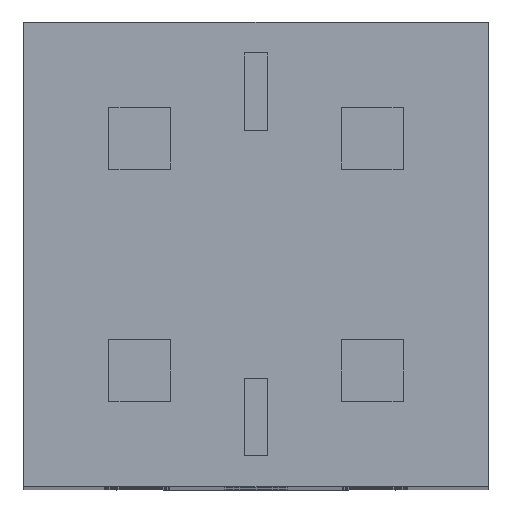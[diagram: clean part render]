
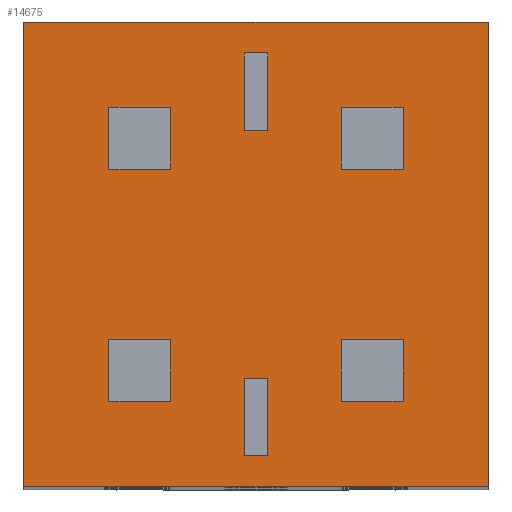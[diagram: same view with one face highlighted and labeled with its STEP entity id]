
A CAD part, top view. The second image highlights one B-rep face of the part: STEP entity #14675.
In plain terms, the highlighted planar face has unit normal (0, 0, 1).
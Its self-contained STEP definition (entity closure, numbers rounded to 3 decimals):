
#13=FACE_BOUND('',#1582,.T.);
#14=FACE_BOUND('',#1583,.T.);
#15=FACE_BOUND('',#1584,.T.);
#16=FACE_BOUND('',#1585,.T.);
#215=PLANE('',#15477);
#825=FACE_OUTER_BOUND('',#1581,.T.);
#1581=EDGE_LOOP('',(#10307,#10308,#10309,#10310));
#1582=EDGE_LOOP('',(#10311,#10312,#10313,#10314));
#1583=EDGE_LOOP('',(#10315,#10316,#10317,#10318));
#1584=EDGE_LOOP('',(#10319,#10320,#10321,#10322));
#1585=EDGE_LOOP('',(#10323,#10324,#10325,#10326));
#2468=LINE('',#20572,#4336);
#2475=LINE('',#20617,#4343);
#2481=LINE('',#20642,#4349);
#2485=LINE('',#20651,#4353);
#2491=LINE('',#20690,#4359);
#2495=LINE('',#20699,#4363);
#2498=LINE('',#20720,#4366);
#2505=LINE('',#20765,#4373);
#2520=LINE('',#20792,#4388);
#2523=LINE('',#20799,#4391);
#2527=LINE('',#20807,#4395);
#2532=LINE('',#20815,#4400);
#2534=LINE('',#20820,#4402);
#2535=LINE('',#20822,#4403);
#2536=LINE('',#20824,#4404);
#2537=LINE('',#20825,#4405);
#2538=LINE('',#20826,#4406);
#2539=LINE('',#20827,#4407);
#2540=LINE('',#20828,#4408);
#2541=LINE('',#20829,#4409);
#4336=VECTOR('',#16571,10.);
#4343=VECTOR('',#16592,10.);
#4349=VECTOR('',#16604,10.);
#4353=VECTOR('',#16610,10.);
#4359=VECTOR('',#16626,10.);
#4363=VECTOR('',#16632,10.);
#4366=VECTOR('',#16641,10.);
#4373=VECTOR('',#16662,10.);
#4388=VECTOR('',#16689,10.);
#4391=VECTOR('',#16698,10.);
#4395=VECTOR('',#16706,10.);
#4400=VECTOR('',#16715,10.);
#4402=VECTOR('',#16719,10.);
#4403=VECTOR('',#16720,10.);
#4404=VECTOR('',#16721,10.);
#4405=VECTOR('',#16722,10.);
#4406=VECTOR('',#16723,10.);
#4407=VECTOR('',#16724,10.);
#4408=VECTOR('',#16725,10.);
#4409=VECTOR('',#16726,10.);
#6499=VERTEX_POINT('',#20568);
#6501=VERTEX_POINT('',#20571);
#6511=VERTEX_POINT('',#20614);
#6512=VERTEX_POINT('',#20616);
#6517=VERTEX_POINT('',#20638);
#6518=VERTEX_POINT('',#20640);
#6520=VERTEX_POINT('',#20645);
#6522=VERTEX_POINT('',#20649);
#6529=VERTEX_POINT('',#20686);
#6530=VERTEX_POINT('',#20688);
#6532=VERTEX_POINT('',#20693);
#6534=VERTEX_POINT('',#20697);
#6537=VERTEX_POINT('',#20716);
#6539=VERTEX_POINT('',#20719);
#6549=VERTEX_POINT('',#20762);
#6550=VERTEX_POINT('',#20764);
#6561=VERTEX_POINT('',#20818);
#6562=VERTEX_POINT('',#20819);
#6563=VERTEX_POINT('',#20821);
#6564=VERTEX_POINT('',#20823);
#7964=EDGE_CURVE('',#6499,#6501,#2468,.T.);
#7977=EDGE_CURVE('',#6511,#6512,#2475,.T.);
#7985=EDGE_CURVE('',#6517,#6518,#2481,.T.);
#7989=EDGE_CURVE('',#6520,#6522,#2485,.T.);
#7999=EDGE_CURVE('',#6529,#6530,#2491,.T.);
#8003=EDGE_CURVE('',#6532,#6534,#2495,.T.);
#8008=EDGE_CURVE('',#6537,#6539,#2498,.T.);
#8021=EDGE_CURVE('',#6549,#6550,#2505,.T.);
#8036=EDGE_CURVE('',#6534,#6512,#2520,.T.);
#8040=EDGE_CURVE('',#6529,#6499,#2523,.T.);
#8044=EDGE_CURVE('',#6520,#6549,#2527,.T.);
#8049=EDGE_CURVE('',#6517,#6537,#2532,.T.);
#8051=EDGE_CURVE('',#6561,#6562,#2534,.T.);
#8052=EDGE_CURVE('',#6562,#6563,#2535,.T.);
#8053=EDGE_CURVE('',#6563,#6564,#2536,.T.);
#8054=EDGE_CURVE('',#6564,#6561,#2537,.T.);
#8055=EDGE_CURVE('',#6532,#6511,#2538,.T.);
#8056=EDGE_CURVE('',#6530,#6501,#2539,.T.);
#8057=EDGE_CURVE('',#6522,#6550,#2540,.T.);
#8058=EDGE_CURVE('',#6518,#6539,#2541,.T.);
#10307=ORIENTED_EDGE('',*,*,#8051,.T.);
#10308=ORIENTED_EDGE('',*,*,#8052,.T.);
#10309=ORIENTED_EDGE('',*,*,#8053,.T.);
#10310=ORIENTED_EDGE('',*,*,#8054,.T.);
#10311=ORIENTED_EDGE('',*,*,#8055,.F.);
#10312=ORIENTED_EDGE('',*,*,#8003,.T.);
#10313=ORIENTED_EDGE('',*,*,#8036,.T.);
#10314=ORIENTED_EDGE('',*,*,#7977,.F.);
#10315=ORIENTED_EDGE('',*,*,#8040,.F.);
#10316=ORIENTED_EDGE('',*,*,#7999,.T.);
#10317=ORIENTED_EDGE('',*,*,#8056,.T.);
#10318=ORIENTED_EDGE('',*,*,#7964,.F.);
#10319=ORIENTED_EDGE('',*,*,#7989,.T.);
#10320=ORIENTED_EDGE('',*,*,#8057,.T.);
#10321=ORIENTED_EDGE('',*,*,#8021,.F.);
#10322=ORIENTED_EDGE('',*,*,#8044,.F.);
#10323=ORIENTED_EDGE('',*,*,#7985,.T.);
#10324=ORIENTED_EDGE('',*,*,#8058,.T.);
#10325=ORIENTED_EDGE('',*,*,#8008,.F.);
#10326=ORIENTED_EDGE('',*,*,#8049,.F.);
#14675=ADVANCED_FACE('',(#825,#13,#14,#15,#16),#215,.T.);
#15477=AXIS2_PLACEMENT_3D('',#20817,#16717,#16718);
#16571=DIRECTION('',(0.,1.,0.));
#16592=DIRECTION('',(0.,1.,0.));
#16604=DIRECTION('',(0.,1.,0.));
#16610=DIRECTION('',(0.,1.,0.));
#16626=DIRECTION('',(0.,1.,0.));
#16632=DIRECTION('',(0.,1.,0.));
#16641=DIRECTION('',(0.,1.,0.));
#16662=DIRECTION('',(0.,1.,0.));
#16689=DIRECTION('',(1.,0.,0.));
#16698=DIRECTION('',(1.,0.,0.));
#16706=DIRECTION('',(1.,0.,0.));
#16715=DIRECTION('',(1.,0.,0.));
#16717=DIRECTION('center_axis',(0.,0.,1.));
#16718=DIRECTION('ref_axis',(1.,0.,0.));
#16719=DIRECTION('',(0.,-1.,0.));
#16720=DIRECTION('',(1.,0.,0.));
#16721=DIRECTION('',(0.,1.,0.));
#16722=DIRECTION('',(-1.,0.,0.));
#16723=DIRECTION('',(1.,0.,0.));
#16724=DIRECTION('',(1.,0.,0.));
#16725=DIRECTION('',(1.,0.,0.));
#16726=DIRECTION('',(1.,0.,0.));
#20568=CARTESIAN_POINT('',(23.739,21.261,120.));
#20571=CARTESIAN_POINT('',(23.739,23.761,120.));
#20572=CARTESIAN_POINT('',(23.739,5.5,120.));
#20614=CARTESIAN_POINT('',(23.739,6.261,120.));
#20616=CARTESIAN_POINT('',(23.739,8.761,120.));
#20617=CARTESIAN_POINT('',(23.739,5.5,120.));
#20638=CARTESIAN_POINT('',(6.239,21.261,120.));
#20640=CARTESIAN_POINT('',(6.239,23.761,120.));
#20642=CARTESIAN_POINT('',(6.239,5.5,120.));
#20645=CARTESIAN_POINT('',(6.239,6.261,120.));
#20649=CARTESIAN_POINT('',(6.239,8.761,120.));
#20651=CARTESIAN_POINT('',(6.239,5.5,120.));
#20686=CARTESIAN_POINT('',(21.239,21.261,120.));
#20688=CARTESIAN_POINT('',(21.239,23.761,120.));
#20690=CARTESIAN_POINT('',(21.239,5.5,120.));
#20693=CARTESIAN_POINT('',(21.239,6.261,120.));
#20697=CARTESIAN_POINT('',(21.239,8.761,120.));
#20699=CARTESIAN_POINT('',(21.239,5.5,120.));
#20716=CARTESIAN_POINT('',(8.739,21.261,120.));
#20719=CARTESIAN_POINT('',(8.739,23.761,120.));
#20720=CARTESIAN_POINT('',(8.739,5.5,120.));
#20762=CARTESIAN_POINT('',(8.739,6.261,120.));
#20764=CARTESIAN_POINT('',(8.739,8.761,120.));
#20765=CARTESIAN_POINT('',(8.739,5.5,120.));
#20792=CARTESIAN_POINT('',(5.5,8.761,120.));
#20799=CARTESIAN_POINT('',(5.5,21.261,120.));
#20807=CARTESIAN_POINT('',(5.5,6.261,120.));
#20815=CARTESIAN_POINT('',(5.5,21.261,120.));
#20817=CARTESIAN_POINT('Origin',(15.,15.,120.));
#20818=CARTESIAN_POINT('',(0.,30.,120.));
#20819=CARTESIAN_POINT('',(0.,0.,120.));
#20820=CARTESIAN_POINT('',(0.,30.,120.));
#20821=CARTESIAN_POINT('',(30.,0.,120.));
#20822=CARTESIAN_POINT('',(0.,0.,120.));
#20823=CARTESIAN_POINT('',(30.,30.,120.));
#20824=CARTESIAN_POINT('',(30.,0.,120.));
#20825=CARTESIAN_POINT('',(30.,30.,120.));
#20826=CARTESIAN_POINT('',(5.5,6.261,120.));
#20827=CARTESIAN_POINT('',(5.5,23.761,120.));
#20828=CARTESIAN_POINT('',(5.5,8.761,120.));
#20829=CARTESIAN_POINT('',(5.5,23.761,120.));
